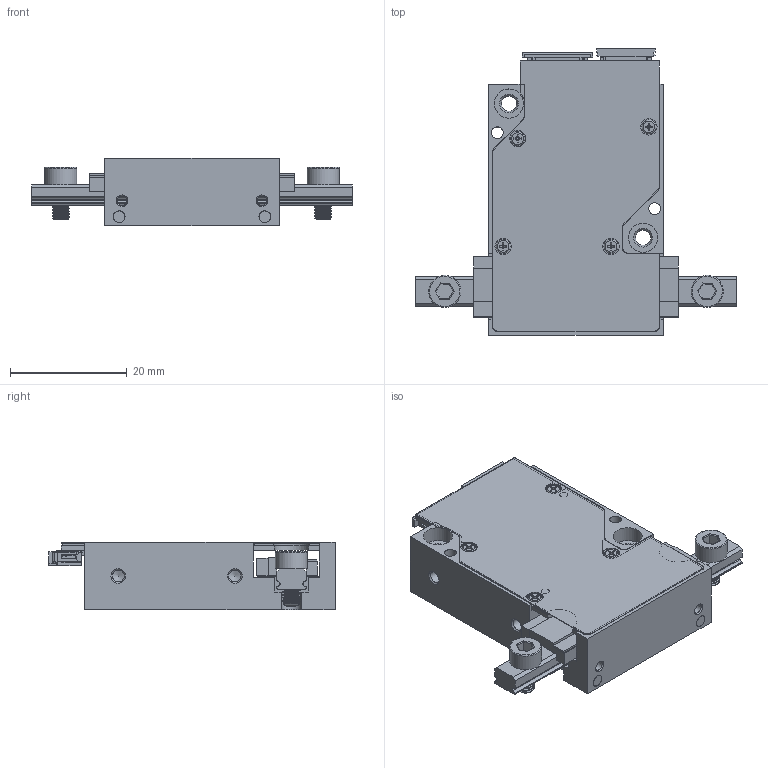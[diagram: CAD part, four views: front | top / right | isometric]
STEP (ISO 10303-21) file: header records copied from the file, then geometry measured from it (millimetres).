
FILE_DESCRIPTION(/* description */ (''),/* implementation_level */ '2;1');
FILE_NAME(/* name */ 'XLA_10_055_assy_A4.stp',/* time_stamp */ '2025-01-23T10:53:08+01:00',/* author */ (''),/* organization */ (''),/* preprocessor_version */ 'ST-DEVELOPER v16',/* originating_system */ 'SIEMENS PLM Software NX 10.0',/* authorisation */ '');
FILE_SCHEMA (('AUTOMOTIVE_DESIGN { 1 0 10303 214 3 1 1 1 }'));
Length unit declared in the file: millimetre
Products named in the file (18): 522070460_stp; 527451297_Gold; linear_encoder_L035; Bout_M3_L6; ceramic_ruler_W3_T2_A_L035; XLA_10_tractielat_FR4_D_L035; rail_W5_H3_6_P15_L055; guide_block; XLA_10_cover_tape_B; CBSTSE2.6-3_stp; XLA_10_cover_A; PACK-SMIB1.6-3_stp; snoer_Ds2_L11_bk; CSPPN1P-ST3W-M2-6_214_step; XLA_10_body_A4; XLA_10_top_PCB_V2; XLA_10_tractielat_FR4_assy_1D_L055_NX-ARRAGMNTAEDR-87xx; XLA_10_055_assy_A4
Assembly tree (23 placements, depth 3):
  XLA_10_055_assy_A4
    XLA_10_body_A4
    CSPPN1P-ST3W-M2-6_214_step
    snoer_Ds2_L11_bk  x2
    PACK-SMIB1.6-3_stp  x4
    XLA_10_cover_A
    CBSTSE2.6-3_stp  x2
    XLA_10_cover_tape_B
    XLA_10_tractielat_FR4_assy_1D_L055_NX-ARRAGMNTAEDR-87xx
      rail_W5_H3_6_P15_L055
      XLA_10_tractielat_FR4_D_L035
      ceramic_ruler_W3_T2_A_L035
      Bout_M3_L6  x2
      linear_encoder_L035
    XLA_10_top_PCB_V2
      527451297_Gold
      522070460_stp
    guide_block
Bounding box: 55 x 49.1 x 11.5 mm (x, y, z)
Volume: 14226.7 mm3; surface area: 17830.8 mm2
Topology: 22 solids, 22 shells, 1446 faces, 4031 edges, 2643 vertices
Faces by surface type: plane 1042, cylinder 299, cone 73, torus 22, bspline 10
Full cylindrical faces by diameter (mm): 0.7 x2, 1 x18, 1.25 x4, 1.4 x2, 1.6 x7, 1.8 x4, 2 x4, 2.05 x4, 2.113 x2, 2.4 x5, 2.459 x4, 2.6 x4, 2.8 x4, 3.2 x2, 3.6 x2, 4 x1, 5 x4, 5.5 x2, 6 x2, 6.4 x2
Entity records: 45272 total; most frequent: CARTESIAN_POINT 11104, ORIENTED_EDGE 6934, DIRECTION 6571, EDGE_CURVE 3467, LINE 2865, VECTOR 2865, VERTEX_POINT 2352, AXIS2_PLACEMENT_3D 1853
